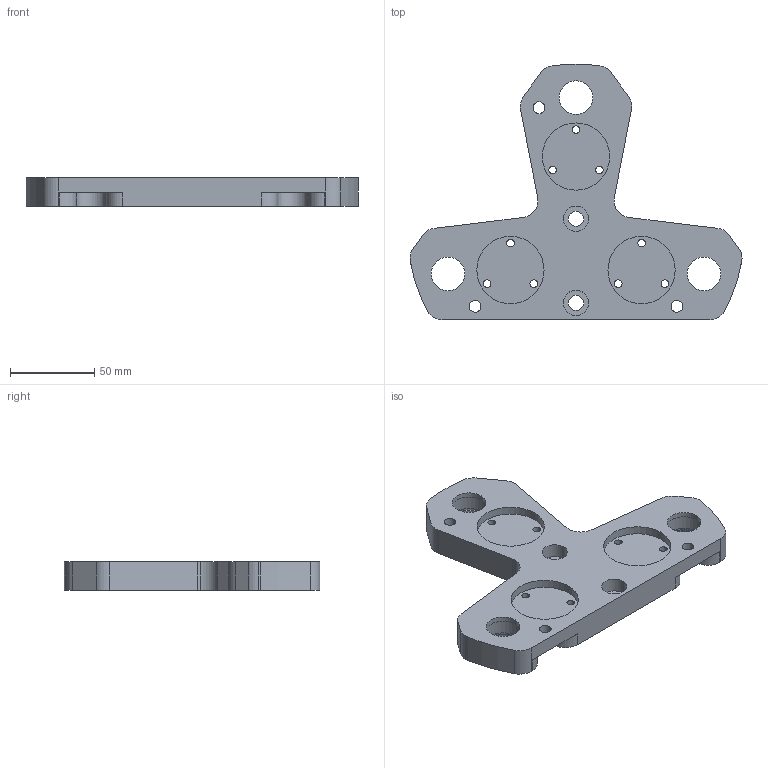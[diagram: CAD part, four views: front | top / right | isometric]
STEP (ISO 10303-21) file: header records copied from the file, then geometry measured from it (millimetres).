
FILE_DESCRIPTION (( 'STEP AP214' ), '1' );
FILE_NAME ('ASM_120_P_01_Bloc_1.STEP', '2020-06-04T10:23:42', ( '' ), ( '' ), 'SwSTEP 2.0', 'SolidWorks 2018', '' );
FILE_SCHEMA (( 'AUTOMOTIVE_DESIGN' ));
Length unit declared in the file: millimetre
Products named in the file (1): ASM_120_P_01_Bloc_1
Bounding box: 197.36 x 151.89 x 17 mm (x, y, z)
Volume: 209493.5 mm3; surface area: 50666.6 mm2
Topology: 1 solids, 1 shells, 161 faces, 392 edges, 255 vertices
Faces by surface type: cylinder 110, plane 41, cone 10
Entity records: 4968 total; most frequent: DIRECTION 938, CARTESIAN_POINT 805, ORIENTED_EDGE 776, EDGE_CURVE 388, AXIS2_PLACEMENT_3D 388, VERTEX_POINT 255, CIRCLE 226, EDGE_LOOP 221
